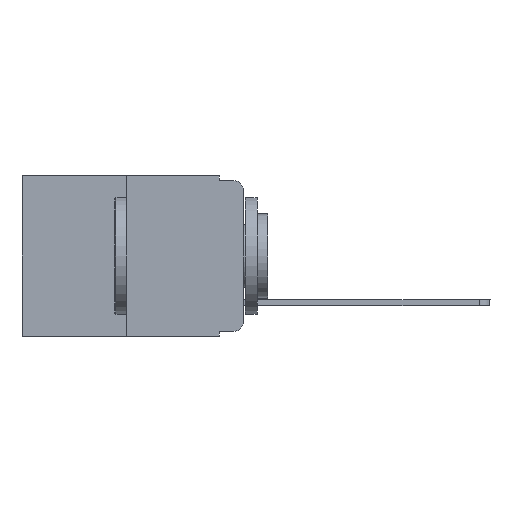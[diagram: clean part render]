
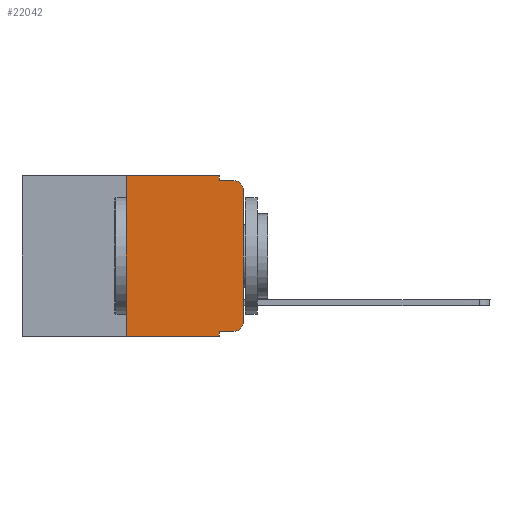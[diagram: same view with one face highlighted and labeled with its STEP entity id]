
A CAD part, left-side view. The second image highlights one B-rep face of the part: STEP entity #22042.
In plain terms, the highlighted planar face has unit normal (-1, 0, 0).
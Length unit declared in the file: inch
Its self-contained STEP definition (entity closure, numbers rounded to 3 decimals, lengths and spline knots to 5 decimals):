
#63 = CARTESIAN_POINT ( 'NONE',  ( 0., 0.051, -0.333 ) ) ;
#183 = CARTESIAN_POINT ( 'NONE',  ( 0., 0.473, -0.343 ) ) ;
#390 = VERTEX_POINT ( 'NONE', #7659 ) ;
#402 = CIRCLE ( 'NONE', #17049, 0.02 ) ;
#639 = EDGE_CURVE ( 'NONE', #14684, #17314, #22243, .T. ) ;
#959 = ORIENTED_EDGE ( 'NONE', *, *, #13017, .T. ) ;
#985 = ORIENTED_EDGE ( 'NONE', *, *, #21960, .T. ) ;
#1706 = CARTESIAN_POINT ( 'NONE',  ( 0., 0., -0.03 ) ) ;
#1822 = VERTEX_POINT ( 'NONE', #1706 ) ;
#1850 = EDGE_LOOP ( 'NONE', ( #959, #8235, #5048, #20398, #13397, #10922, #20602, #4865, #1956, #985 ) ) ;
#1956 = ORIENTED_EDGE ( 'NONE', *, *, #9405, .T. ) ;
#1966 = VECTOR ( 'NONE', #18041, 39.37008 ) ;
#2179 = VERTEX_POINT ( 'NONE', #20015 ) ;
#3452 = LINE ( 'NONE', #13296, #9453 ) ;
#4605 = LINE ( 'NONE', #18550, #16992 ) ;
#4620 = CARTESIAN_POINT ( 'NONE',  ( 0., 0.02, -0.03 ) ) ;
#4865 = ORIENTED_EDGE ( 'NONE', *, *, #639, .F. ) ;
#4876 = CIRCLE ( 'NONE', #7082, 0.02 ) ;
#5048 = ORIENTED_EDGE ( 'NONE', *, *, #6083, .F. ) ;
#5483 = EDGE_CURVE ( 'NONE', #6984, #17314, #12074, .T. ) ;
#5908 = CARTESIAN_POINT ( 'NONE',  ( 0., 0.051, -0.01 ) ) ;
#6083 = EDGE_CURVE ( 'NONE', #390, #2179, #11018, .T. ) ;
#6218 = FACE_OUTER_BOUND ( 'NONE', #1850, .T. ) ;
#6257 = VECTOR ( 'NONE', #22359, 39.37008 ) ;
#6422 = DIRECTION ( 'NONE',  ( 0., 0., 1. ) ) ;
#6601 = EDGE_CURVE ( 'NONE', #16607, #15085, #14813, .T. ) ;
#6984 = VERTEX_POINT ( 'NONE', #18071 ) ;
#7082 = AXIS2_PLACEMENT_3D ( 'NONE', #11215, #16553, #18343 ) ;
#7084 = DIRECTION ( 'NONE',  ( 0., 0., -1. ) ) ;
#7287 = LINE ( 'NONE', #18145, #15113 ) ;
#7411 = VERTEX_POINT ( 'NONE', #21097 ) ;
#7659 = CARTESIAN_POINT ( 'NONE',  ( 0., 0.051, -0.01 ) ) ;
#7803 = DIRECTION ( 'NONE',  ( 0., 0., 1. ) ) ;
#8235 = ORIENTED_EDGE ( 'NONE', *, *, #15883, .T. ) ;
#9405 = EDGE_CURVE ( 'NONE', #14684, #18380, #7287, .T. ) ;
#9433 = CARTESIAN_POINT ( 'NONE',  ( 0., 0.25, 0. ) ) ;
#9453 = VECTOR ( 'NONE', #15121, 39.37008 ) ;
#9520 = PLANE ( 'NONE',  #12850 ) ;
#10383 = DIRECTION ( 'NONE',  ( -1., 0., 0. ) ) ;
#10922 = ORIENTED_EDGE ( 'NONE', *, *, #18430, .F. ) ;
#10968 = CARTESIAN_POINT ( 'NONE',  ( 0., 0.473, 0. ) ) ;
#11018 = LINE ( 'NONE', #5908, #1966 ) ;
#11020 = DIRECTION ( 'NONE',  ( 0., -1., 0. ) ) ;
#11215 = CARTESIAN_POINT ( 'NONE',  ( 0., 0.02, -0.313 ) ) ;
#11433 = DIRECTION ( 'NONE',  ( 0., 0., -1. ) ) ;
#11546 = CARTESIAN_POINT ( 'NONE',  ( 0., 0.473, 0. ) ) ;
#12074 = LINE ( 'NONE', #183, #6257 ) ;
#12444 = CARTESIAN_POINT ( 'NONE',  ( 0., 0.051, -0.343 ) ) ;
#12850 = AXIS2_PLACEMENT_3D ( 'NONE', #11546, #20036, #11433 ) ;
#13014 = LINE ( 'NONE', #14949, #20671 ) ;
#13017 = EDGE_CURVE ( 'NONE', #7411, #1822, #4605, .T. ) ;
#13296 = CARTESIAN_POINT ( 'NONE',  ( 0., 0.051, 0. ) ) ;
#13397 = ORIENTED_EDGE ( 'NONE', *, *, #6601, .F. ) ;
#14684 = VERTEX_POINT ( 'NONE', #63 ) ;
#14808 = VECTOR ( 'NONE', #7084, 39.37008 ) ;
#14813 = LINE ( 'NONE', #10968, #17909 ) ;
#14949 = CARTESIAN_POINT ( 'NONE',  ( 0., 0.25, 0. ) ) ;
#15085 = VERTEX_POINT ( 'NONE', #15116 ) ;
#15113 = VECTOR ( 'NONE', #11020, 39.37008 ) ;
#15116 = CARTESIAN_POINT ( 'NONE',  ( 0., 0.051, 0. ) ) ;
#15121 = DIRECTION ( 'NONE',  ( 0., 0., -1. ) ) ;
#15253 = CARTESIAN_POINT ( 'NONE',  ( 0., 0.051, 0. ) ) ;
#15883 = EDGE_CURVE ( 'NONE', #1822, #2179, #402, .T. ) ;
#16320 = EDGE_CURVE ( 'NONE', #15085, #390, #3452, .T. ) ;
#16553 = DIRECTION ( 'NONE',  ( -1., 0., 0. ) ) ;
#16607 = VERTEX_POINT ( 'NONE', #9433 ) ;
#16992 = VECTOR ( 'NONE', #6422, 39.37008 ) ;
#17049 = AXIS2_PLACEMENT_3D ( 'NONE', #4620, #10383, #18337 ) ;
#17314 = VERTEX_POINT ( 'NONE', #12444 ) ;
#17891 = DIRECTION ( 'NONE',  ( 0., -1., 0. ) ) ;
#17909 = VECTOR ( 'NONE', #17891, 39.37008 ) ;
#17919 = CARTESIAN_POINT ( 'NONE',  ( 0., 0.02, -0.333 ) ) ;
#18041 = DIRECTION ( 'NONE',  ( 0., -1., 0. ) ) ;
#18071 = CARTESIAN_POINT ( 'NONE',  ( 0., 0.25, -0.343 ) ) ;
#18145 = CARTESIAN_POINT ( 'NONE',  ( 0., 0.051, -0.333 ) ) ;
#18337 = DIRECTION ( 'NONE',  ( 0., 0., -1. ) ) ;
#18343 = DIRECTION ( 'NONE',  ( 0., 0., -1. ) ) ;
#18380 = VERTEX_POINT ( 'NONE', #17919 ) ;
#18430 = EDGE_CURVE ( 'NONE', #6984, #16607, #13014, .T. ) ;
#18550 = CARTESIAN_POINT ( 'NONE',  ( 0., 0., 0. ) ) ;
#20015 = CARTESIAN_POINT ( 'NONE',  ( 0., 0.02, -0.01 ) ) ;
#20036 = DIRECTION ( 'NONE',  ( 1., 0., 0. ) ) ;
#20398 = ORIENTED_EDGE ( 'NONE', *, *, #16320, .F. ) ;
#20602 = ORIENTED_EDGE ( 'NONE', *, *, #5483, .T. ) ;
#20671 = VECTOR ( 'NONE', #7803, 39.37008 ) ;
#21097 = CARTESIAN_POINT ( 'NONE',  ( 0., 0., -0.313 ) ) ;
#21960 = EDGE_CURVE ( 'NONE', #18380, #7411, #4876, .T. ) ;
#22042 = ADVANCED_FACE ( 'NONE', ( #6218 ), #9520, .F. ) ;
#22243 = LINE ( 'NONE', #15253, #14808 ) ;
#22359 = DIRECTION ( 'NONE',  ( 0., -1., 0. ) ) ;
